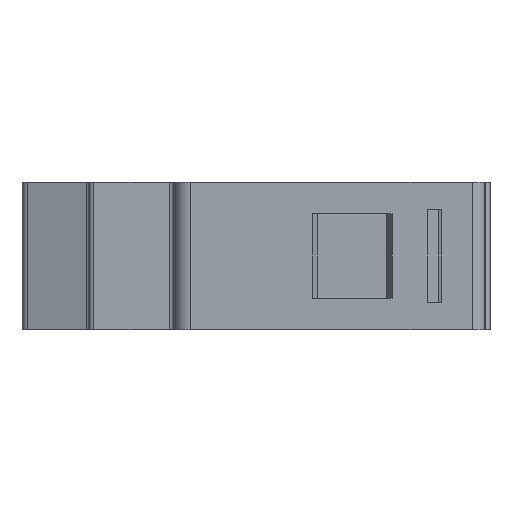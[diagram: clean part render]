
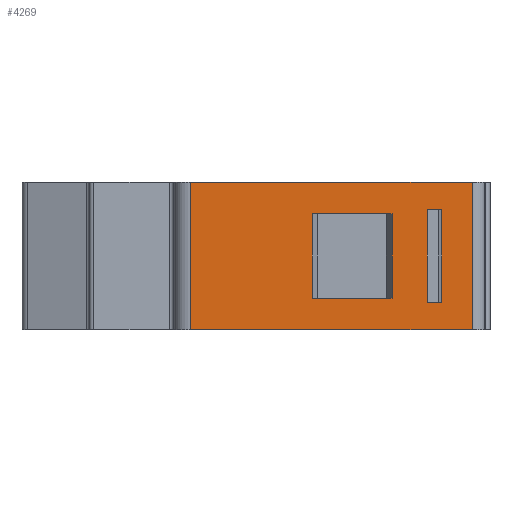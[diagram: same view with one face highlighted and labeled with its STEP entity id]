
A CAD part, left-side view. The second image highlights one B-rep face of the part: STEP entity #4269.
In plain terms, the highlighted planar face has unit normal (-1, 0, 0).
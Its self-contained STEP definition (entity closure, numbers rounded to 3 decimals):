
#1227=DIRECTION('',(0.,0.,1.));
#1228=VECTOR('',#1227,17.5);
#1229=CARTESIAN_POINT('',(-55.,-4.,-8.75));
#1230=LINE('',#1229,#1228);
#1241=DIRECTION('',(0.,1.,0.));
#1242=VECTOR('',#1241,33.394);
#1243=CARTESIAN_POINT('',(-55.,-4.,-8.75));
#1244=LINE('',#1243,#1242);
#1248=DIRECTION('',(0.,-1.,0.));
#1249=VECTOR('',#1248,1.7);
#1250=CARTESIAN_POINT('',(-55.,1.3,-5.5));
#1251=LINE('',#1250,#1249);
#1255=DIRECTION('',(0.,0.,-1.));
#1256=VECTOR('',#1255,11.);
#1257=CARTESIAN_POINT('',(-55.,1.3,5.5));
#1258=LINE('',#1257,#1256);
#1262=DIRECTION('',(0.,0.,-1.));
#1263=VECTOR('',#1262,10.);
#1264=CARTESIAN_POINT('',(-55.,14.987,5.));
#1265=LINE('',#1264,#1263);
#1269=DIRECTION('',(0.,-1.,0.));
#1270=VECTOR('',#1269,9.486);
#1271=CARTESIAN_POINT('',(-55.,14.987,-5.));
#1272=LINE('',#1271,#1270);
#1283=DIRECTION('',(0.,0.,-1.));
#1284=VECTOR('',#1283,17.5);
#1285=CARTESIAN_POINT('',(-55.,29.394,8.75));
#1286=LINE('',#1285,#1284);
#1901=DIRECTION('',(0.,1.,0.));
#1902=VECTOR('',#1901,33.394);
#1903=CARTESIAN_POINT('',(-55.,-4.,8.75));
#1904=LINE('',#1903,#1902);
#2186=DIRECTION('',(0.,-1.,0.));
#2187=VECTOR('',#2186,1.7);
#2188=CARTESIAN_POINT('',(-55.,1.3,5.5));
#2189=LINE('',#2188,#2187);
#2221=DIRECTION('',(0.,0.,-1.));
#2222=VECTOR('',#2221,11.);
#2223=CARTESIAN_POINT('',(-55.,-0.4,5.5));
#2224=LINE('',#2223,#2222);
#2256=DIRECTION('',(0.,-1.,0.));
#2257=VECTOR('',#2256,9.486);
#2258=CARTESIAN_POINT('',(-55.,14.987,5.));
#2259=LINE('',#2258,#2257);
#2277=DIRECTION('',(0.,0.,-1.));
#2278=VECTOR('',#2277,10.);
#2279=CARTESIAN_POINT('',(-55.,5.501,5.));
#2280=LINE('',#2279,#2278);
#2530=CARTESIAN_POINT('',(-55.,29.394,-8.75));
#2531=VERTEX_POINT('',#2530);
#2532=CARTESIAN_POINT('',(-55.,-4.,-8.75));
#2533=VERTEX_POINT('',#2532);
#2862=CARTESIAN_POINT('',(-55.,1.3,-5.5));
#2863=CARTESIAN_POINT('',(-55.,-0.4,-5.5));
#2864=VERTEX_POINT('',#2862);
#2865=VERTEX_POINT('',#2863);
#2882=CARTESIAN_POINT('',(-55.,29.394,8.75));
#2883=VERTEX_POINT('',#2882);
#2884=CARTESIAN_POINT('',(-55.,-4.,8.75));
#2885=VERTEX_POINT('',#2884);
#2886=CARTESIAN_POINT('',(-55.,-0.4,5.5));
#2887=VERTEX_POINT('',#2886);
#2888=CARTESIAN_POINT('',(-55.,1.3,5.5));
#2889=VERTEX_POINT('',#2888);
#2890=CARTESIAN_POINT('',(-55.,14.987,5.));
#2891=CARTESIAN_POINT('',(-55.,5.501,5.));
#2892=VERTEX_POINT('',#2890);
#2893=VERTEX_POINT('',#2891);
#2894=CARTESIAN_POINT('',(-55.,14.987,-5.));
#2895=VERTEX_POINT('',#2894);
#2896=CARTESIAN_POINT('',(-55.,5.501,-5.));
#2897=VERTEX_POINT('',#2896);
#4236=CARTESIAN_POINT('',(-55.,29.394,-8.75));
#4237=DIRECTION('',(-1.,0.,0.));
#4238=DIRECTION('',(0.,-1.,0.));
#4239=AXIS2_PLACEMENT_3D('',#4236,#4237,#4238);
#4240=PLANE('',#4239);
#4241=ORIENTED_EDGE('',*,*,#2995,.T.);
#4243=ORIENTED_EDGE('',*,*,#4242,.F.);
#4245=ORIENTED_EDGE('',*,*,#4244,.F.);
#4246=ORIENTED_EDGE('',*,*,#4228,.F.);
#4247=EDGE_LOOP('',(#4241,#4243,#4245,#4246));
#4248=FACE_OUTER_BOUND('',#4247,.F.);
#4250=ORIENTED_EDGE('',*,*,#4249,.T.);
#4252=ORIENTED_EDGE('',*,*,#4251,.F.);
#4254=ORIENTED_EDGE('',*,*,#4253,.F.);
#4256=ORIENTED_EDGE('',*,*,#4255,.T.);
#4257=EDGE_LOOP('',(#4250,#4252,#4254,#4256));
#4258=FACE_BOUND('',#4257,.F.);
#4260=ORIENTED_EDGE('',*,*,#4259,.F.);
#4262=ORIENTED_EDGE('',*,*,#4261,.T.);
#4264=ORIENTED_EDGE('',*,*,#4263,.T.);
#4266=ORIENTED_EDGE('',*,*,#4265,.F.);
#4267=EDGE_LOOP('',(#4260,#4262,#4264,#4266));
#4268=FACE_BOUND('',#4267,.F.);
#2995=EDGE_CURVE('',#2533,#2531,#1244,.T.);
#4228=EDGE_CURVE('',#2533,#2885,#1230,.T.);
#4242=EDGE_CURVE('',#2883,#2531,#1286,.T.);
#4244=EDGE_CURVE('',#2885,#2883,#1904,.T.);
#4249=EDGE_CURVE('',#2864,#2865,#1251,.T.);
#4251=EDGE_CURVE('',#2887,#2865,#2224,.T.);
#4253=EDGE_CURVE('',#2889,#2887,#2189,.T.);
#4255=EDGE_CURVE('',#2889,#2864,#1258,.T.);
#4259=EDGE_CURVE('',#2892,#2893,#2259,.T.);
#4261=EDGE_CURVE('',#2892,#2895,#1265,.T.);
#4263=EDGE_CURVE('',#2895,#2897,#1272,.T.);
#4265=EDGE_CURVE('',#2893,#2897,#2280,.T.);
#4269=ADVANCED_FACE('',(#4248,#4258,#4268),#4240,.T.);
